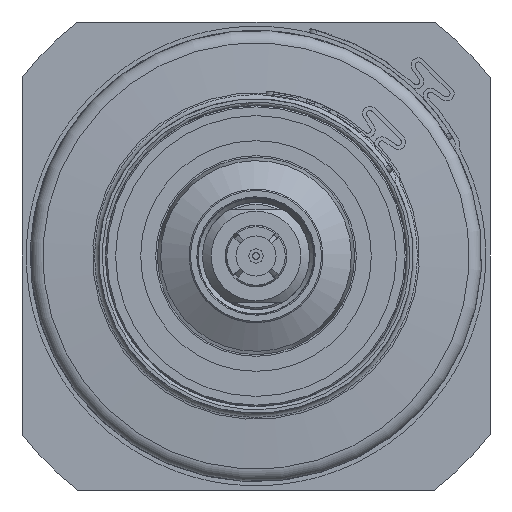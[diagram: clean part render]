
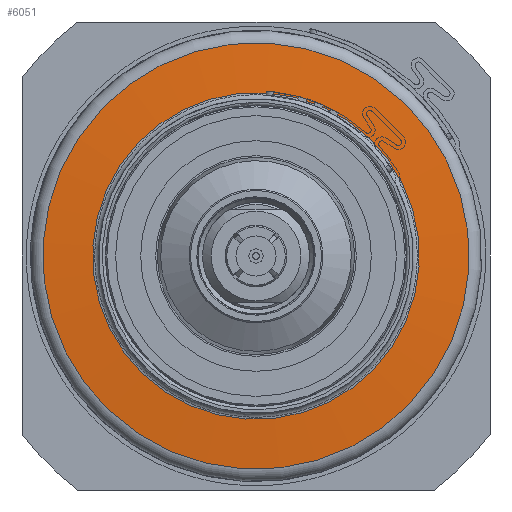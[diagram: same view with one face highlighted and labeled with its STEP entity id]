
A CAD part, left-side view. The second image highlights one B-rep face of the part: STEP entity #6051.
In plain terms, the highlighted conical face has half-angle 86 degrees and reference radius 28.16 mm.
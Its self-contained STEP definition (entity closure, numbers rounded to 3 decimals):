
#646=CONICAL_SURFACE('',#6463,28.16,1.501);
#736=LINE('',#9429,#1091);
#1091=VECTOR('',#7317,28.16);
#1463=CIRCLE('',#6461,24.43);
#1464=CIRCLE('',#6462,24.43);
#1465=CIRCLE('',#6464,31.89);
#1466=CIRCLE('',#6465,31.89);
#1855=FACE_OUTER_BOUND('',#2201,.T.);
#2201=EDGE_LOOP('',(#4217,#4218,#4219,#4220,#4221,#4222));
#2675=VERTEX_POINT('',#9420);
#2676=VERTEX_POINT('',#9422);
#2677=VERTEX_POINT('',#9426);
#2678=VERTEX_POINT('',#9427);
#3277=EDGE_CURVE('',#2676,#2675,#1463,.T.);
#3278=EDGE_CURVE('',#2675,#2676,#1464,.T.);
#3279=EDGE_CURVE('',#2677,#2678,#1465,.T.);
#3280=EDGE_CURVE('',#2677,#2676,#736,.T.);
#3281=EDGE_CURVE('',#2678,#2677,#1466,.T.);
#4217=ORIENTED_EDGE('',*,*,#3279,.F.);
#4218=ORIENTED_EDGE('',*,*,#3280,.T.);
#4219=ORIENTED_EDGE('',*,*,#3277,.T.);
#4220=ORIENTED_EDGE('',*,*,#3278,.T.);
#4221=ORIENTED_EDGE('',*,*,#3280,.F.);
#4222=ORIENTED_EDGE('',*,*,#3281,.F.);
#6051=ADVANCED_FACE('',(#1855),#646,.T.);
#6461=AXIS2_PLACEMENT_3D('',#9423,#7309,#7310);
#6462=AXIS2_PLACEMENT_3D('',#9424,#7311,#7312);
#6463=AXIS2_PLACEMENT_3D('',#9425,#7313,#7314);
#6464=AXIS2_PLACEMENT_3D('',#9428,#7315,#7316);
#6465=AXIS2_PLACEMENT_3D('',#9430,#7318,#7319);
#7309=DIRECTION('center_axis',(1.,0.,0.));
#7310=DIRECTION('ref_axis',(0.,-0.283,-0.959));
#7311=DIRECTION('center_axis',(1.,0.,0.));
#7312=DIRECTION('ref_axis',(0.,-0.283,-0.959));
#7313=DIRECTION('center_axis',(1.,0.,0.));
#7314=DIRECTION('ref_axis',(0.,0.959,-0.283));
#7315=DIRECTION('center_axis',(1.,0.,0.));
#7316=DIRECTION('ref_axis',(0.,-0.283,-0.959));
#7317=DIRECTION('',(-0.07,0.957,-0.282));
#7318=DIRECTION('center_axis',(1.,0.,0.));
#7319=DIRECTION('ref_axis',(0.,-0.283,-0.959));
#9420=CARTESIAN_POINT('',(-19.55,6.917,23.43));
#9422=CARTESIAN_POINT('',(-19.55,-23.43,6.917));
#9423=CARTESIAN_POINT('Origin',(-19.55,0.,
0.));
#9424=CARTESIAN_POINT('Origin',(-19.55,0.,
0.));
#9425=CARTESIAN_POINT('Origin',(-19.289,0.,
0.));
#9426=CARTESIAN_POINT('',(-19.028,-30.584,9.03));
#9427=CARTESIAN_POINT('',(-19.028,9.03,30.584));
#9428=CARTESIAN_POINT('Origin',(-19.028,0.,
0.));
#9429=CARTESIAN_POINT('',(-19.289,-27.007,7.974));
#9430=CARTESIAN_POINT('Origin',(-19.028,0.,
0.));
